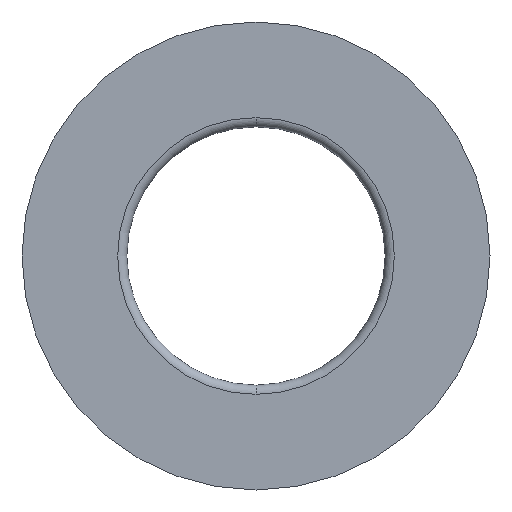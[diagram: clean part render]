
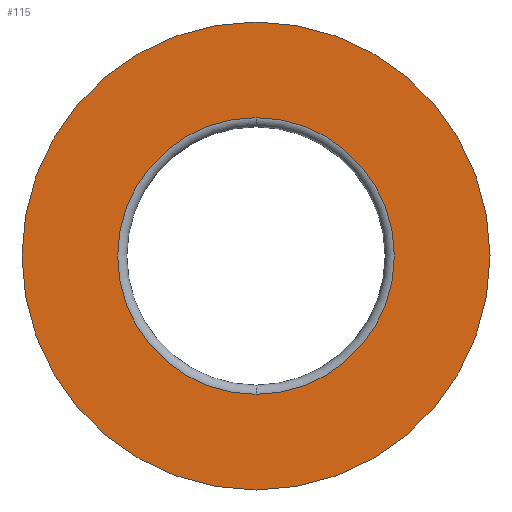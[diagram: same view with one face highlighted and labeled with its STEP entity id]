
A CAD part, front view. The second image highlights one B-rep face of the part: STEP entity #115.
In plain terms, the highlighted planar face has unit normal (0, -1, 0).
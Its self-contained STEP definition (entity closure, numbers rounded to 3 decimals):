
#65 = PLANE ( 'NONE',  #292 ) ;
#67 = DIRECTION ( 'NONE',  ( 0., 0., 1. ) ) ;
#70 = CARTESIAN_POINT ( 'NONE',  ( -51., 0., 0. ) ) ;
#73 = DIRECTION ( 'NONE',  ( 0., 1., 0. ) ) ;
#76 = CARTESIAN_POINT ( 'NONE',  ( 0., 0., -30.15 ) ) ;
#80 = DIRECTION ( 'NONE',  ( 0., 1., 0. ) ) ;
#86 = EDGE_CURVE ( 'NONE', #343, #192, #203, .T. ) ;
#87 = ORIENTED_EDGE ( 'NONE', *, *, #196, .T. ) ;
#109 = CARTESIAN_POINT ( 'NONE',  ( 0., 0., 0. ) ) ;
#110 = AXIS2_PLACEMENT_3D ( 'NONE', #109, #73, #300 ) ;
#115 = ADVANCED_FACE ( 'NONE', ( #360, #197 ), #65, .T. ) ;
#133 = CARTESIAN_POINT ( 'NONE',  ( 0., 0., 0. ) ) ;
#171 = CIRCLE ( 'NONE', #258, 30.15 ) ;
#186 = EDGE_LOOP ( 'NONE', ( #221, #87 ) ) ;
#192 = VERTEX_POINT ( 'NONE', #259 ) ;
#196 = EDGE_CURVE ( 'NONE', #340, #422, #207, .T. ) ;
#197 = FACE_OUTER_BOUND ( 'NONE', #277, .T. ) ;
#200 = DIRECTION ( 'NONE',  ( 0., 0., -1. ) ) ;
#203 = CIRCLE ( 'NONE', #255, 51. ) ;
#207 = CIRCLE ( 'NONE', #110, 30.15 ) ;
#221 = ORIENTED_EDGE ( 'NONE', *, *, #237, .T. ) ;
#237 = EDGE_CURVE ( 'NONE', #422, #340, #171, .T. ) ;
#239 = DIRECTION ( 'NONE',  ( 0., 0., 1. ) ) ;
#240 = CARTESIAN_POINT ( 'NONE',  ( 0., 0., 0. ) ) ;
#255 = AXIS2_PLACEMENT_3D ( 'NONE', #133, #260, #67 ) ;
#258 = AXIS2_PLACEMENT_3D ( 'NONE', #240, #80, #239 ) ;
#259 = CARTESIAN_POINT ( 'NONE',  ( 0., 0., 51. ) ) ;
#260 = DIRECTION ( 'NONE',  ( 0., 1., 0. ) ) ;
#264 = DIRECTION ( 'NONE',  ( 0., -1., 0. ) ) ;
#273 = EDGE_CURVE ( 'NONE', #192, #343, #372, .T. ) ;
#277 = EDGE_LOOP ( 'NONE', ( #306, #384 ) ) ;
#292 = AXIS2_PLACEMENT_3D ( 'NONE', #70, #264, #200 ) ;
#300 = DIRECTION ( 'NONE',  ( 0., 0., 1. ) ) ;
#305 = DIRECTION ( 'NONE',  ( 0., 0., 1. ) ) ;
#306 = ORIENTED_EDGE ( 'NONE', *, *, #273, .F. ) ;
#322 = CARTESIAN_POINT ( 'NONE',  ( 0., 0., 30.15 ) ) ;
#340 = VERTEX_POINT ( 'NONE', #76 ) ;
#343 = VERTEX_POINT ( 'NONE', #357 ) ;
#357 = CARTESIAN_POINT ( 'NONE',  ( 0., 0., -51. ) ) ;
#360 = FACE_BOUND ( 'NONE', #186, .T. ) ;
#366 = DIRECTION ( 'NONE',  ( 0., 1., 0. ) ) ;
#372 = CIRCLE ( 'NONE', #406, 51. ) ;
#373 = CARTESIAN_POINT ( 'NONE',  ( 0., 0., 0. ) ) ;
#384 = ORIENTED_EDGE ( 'NONE', *, *, #86, .F. ) ;
#406 = AXIS2_PLACEMENT_3D ( 'NONE', #373, #366, #305 ) ;
#422 = VERTEX_POINT ( 'NONE', #322 ) ;
